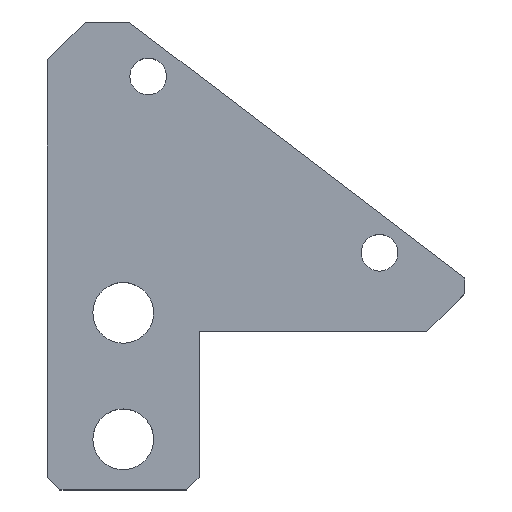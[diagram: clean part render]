
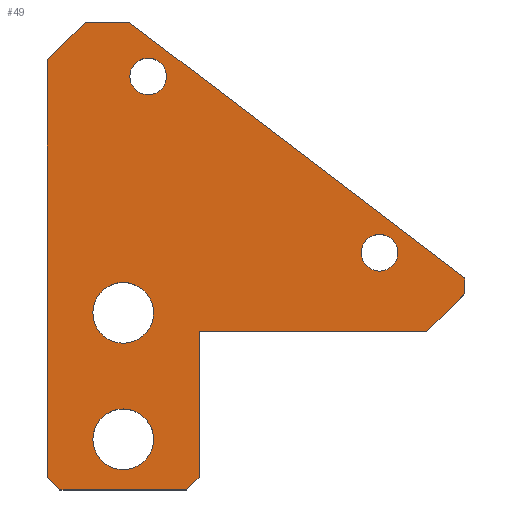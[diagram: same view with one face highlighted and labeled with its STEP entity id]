
A CAD part, top view. The second image highlights one B-rep face of the part: STEP entity #49.
In plain terms, the highlighted planar face has unit normal (0, 0, 1).
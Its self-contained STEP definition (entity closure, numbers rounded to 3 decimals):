
#1 = VERTEX_POINT ( 'NONE', #445 ) ;
#3 = LINE ( 'NONE', #300, #282 ) ;
#4 = FACE_OUTER_BOUND ( 'NONE', #277, .T. ) ;
#7 = CIRCLE ( 'NONE', #169, 1.45 ) ;
#14 = CIRCLE ( 'NONE', #130, 2.4 ) ;
#32 = ORIENTED_EDGE ( 'NONE', *, *, #319, .T. ) ;
#34 = ORIENTED_EDGE ( 'NONE', *, *, #463, .F. ) ;
#38 = ORIENTED_EDGE ( 'NONE', *, *, #493, .T. ) ;
#40 = DIRECTION ( 'NONE',  ( 0.707, 0.707, 0. ) ) ;
#43 = DIRECTION ( 'NONE',  ( 0., 0., 1. ) ) ;
#45 = AXIS2_PLACEMENT_3D ( 'NONE', #94, #309, #483 ) ;
#48 = EDGE_LOOP ( 'NONE', ( #78 ) ) ;
#49 = ADVANCED_FACE ( 'NONE', ( #87, #134, #270, #4, #394 ), #568, .T. ) ;
#52 = EDGE_CURVE ( 'NONE', #202, #202, #476, .T. ) ;
#54 = CARTESIAN_POINT ( 'NONE',  ( -8., -17., 5. ) ) ;
#64 = CARTESIAN_POINT ( 'NONE',  ( -11.6, -25.5, 5. ) ) ;
#67 = CARTESIAN_POINT ( 'NONE',  ( 7.717, -10.749, 5. ) ) ;
#74 = VERTEX_POINT ( 'NONE', #54 ) ;
#76 = ORIENTED_EDGE ( 'NONE', *, *, #204, .T. ) ;
#78 = ORIENTED_EDGE ( 'NONE', *, *, #506, .F. ) ;
#84 = DIRECTION ( 'NONE',  ( 0., 0., 1. ) ) ;
#87 = FACE_BOUND ( 'NONE', #503, .T. ) ;
#90 = DIRECTION ( 'NONE',  ( 1., 0., 0. ) ) ;
#94 = CARTESIAN_POINT ( 'NONE',  ( 0., 0., 5. ) ) ;
#101 = DIRECTION ( 'NONE',  ( 0., -1., 0. ) ) ;
#111 = CARTESIAN_POINT ( 'NONE',  ( 13., -14., 5. ) ) ;
#113 = CARTESIAN_POINT ( 'NONE',  ( -10.576, 3.193, 5. ) ) ;
#116 = ORIENTED_EDGE ( 'NONE', *, *, #311, .T. ) ;
#117 = VERTEX_POINT ( 'NONE', #544 ) ;
#118 = LINE ( 'NONE', #165, #322 ) ;
#123 = ORIENTED_EDGE ( 'NONE', *, *, #147, .F. ) ;
#127 = LINE ( 'NONE', #223, #534 ) ;
#130 = AXIS2_PLACEMENT_3D ( 'NONE', #189, #365, #149 ) ;
#133 = DIRECTION ( 'NONE',  ( 1., 0., 0. ) ) ;
#134 = FACE_BOUND ( 'NONE', #564, .T. ) ;
#139 = VECTOR ( 'NONE', #548, 1000. ) ;
#140 = CARTESIAN_POINT ( 'NONE',  ( -24.25, -24.25, 5. ) ) ;
#147 = EDGE_CURVE ( 'NONE', #271, #271, #14, .T. ) ;
#149 = DIRECTION ( 'NONE',  ( 1., 0., 0. ) ) ;
#157 = AXIS2_PLACEMENT_3D ( 'NONE', #216, #404, #198 ) ;
#160 = CARTESIAN_POINT ( 'NONE',  ( -8., -17., 5. ) ) ;
#165 = CARTESIAN_POINT ( 'NONE',  ( -12.25, 12.25, 5. ) ) ;
#166 = ORIENTED_EDGE ( 'NONE', *, *, #197, .T. ) ;
#169 = AXIS2_PLACEMENT_3D ( 'NONE', #179, #43, #569 ) ;
#175 = LINE ( 'NONE', #140, #422 ) ;
#176 = ORIENTED_EDGE ( 'NONE', *, *, #417, .T. ) ;
#179 = CARTESIAN_POINT ( 'NONE',  ( 6.267, -10.749, 5. ) ) ;
#185 = VECTOR ( 'NONE', #101, 1000. ) ;
#189 = CARTESIAN_POINT ( 'NONE',  ( -14., -15.5, 5. ) ) ;
#197 = EDGE_CURVE ( 'NONE', #1, #555, #324, .T. ) ;
#198 = DIRECTION ( 'NONE',  ( 1., 0., 0. ) ) ;
#202 = VERTEX_POINT ( 'NONE', #64 ) ;
#204 = EDGE_CURVE ( 'NONE', #358, #74, #510, .T. ) ;
#212 = DIRECTION ( 'NONE',  ( 0., 1., 0. ) ) ;
#216 = CARTESIAN_POINT ( 'NONE',  ( -14., -25.5, 5. ) ) ;
#223 = CARTESIAN_POINT ( 'NONE',  ( 13.5, -13.5, 5. ) ) ;
#244 = CARTESIAN_POINT ( 'NONE',  ( -8., -28.5, 5. ) ) ;
#247 = ORIENTED_EDGE ( 'NONE', *, *, #52, .F. ) ;
#253 = LINE ( 'NONE', #477, #467 ) ;
#259 = CARTESIAN_POINT ( 'NONE',  ( 13., -12.737, 5. ) ) ;
#261 = CARTESIAN_POINT ( 'NONE',  ( -20., 7.5, 5. ) ) ;
#270 = FACE_BOUND ( 'NONE', #48, .T. ) ;
#271 = VERTEX_POINT ( 'NONE', #371 ) ;
#277 = EDGE_LOOP ( 'NONE', ( #478, #32, #76, #377, #176, #514, #38, #339, #116, #166, #566 ) ) ;
#282 = VECTOR ( 'NONE', #308, 1000. ) ;
#292 = LINE ( 'NONE', #471, #139 ) ;
#300 = CARTESIAN_POINT ( 'NONE',  ( -13.552, 7.5, 5. ) ) ;
#308 = DIRECTION ( 'NONE',  ( -0.795, 0.606, 0. ) ) ;
#309 = DIRECTION ( 'NONE',  ( 0., 0., 1. ) ) ;
#311 = EDGE_CURVE ( 'NONE', #428, #1, #118, .T. ) ;
#313 = AXIS2_PLACEMENT_3D ( 'NONE', #484, #84, #90 ) ;
#319 = EDGE_CURVE ( 'NONE', #343, #358, #292, .T. ) ;
#322 = VECTOR ( 'NONE', #341, 1000. ) ;
#324 = LINE ( 'NONE', #499, #185 ) ;
#329 = DIRECTION ( 'NONE',  ( 0.707, -0.707, 0. ) ) ;
#335 = DIRECTION ( 'NONE',  ( 1., 0., 0. ) ) ;
#339 = ORIENTED_EDGE ( 'NONE', *, *, #440, .T. ) ;
#341 = DIRECTION ( 'NONE',  ( -0.707, -0.707, 0. ) ) ;
#342 = VECTOR ( 'NONE', #212, 1000. ) ;
#343 = VERTEX_POINT ( 'NONE', #504 ) ;
#346 = CARTESIAN_POINT ( 'NONE',  ( -8., -29.5, 5. ) ) ;
#347 = VERTEX_POINT ( 'NONE', #111 ) ;
#350 = EDGE_CURVE ( 'NONE', #74, #558, #552, .T. ) ;
#357 = DIRECTION ( 'NONE',  ( -1., 0., 0. ) ) ;
#358 = VERTEX_POINT ( 'NONE', #244 ) ;
#365 = DIRECTION ( 'NONE',  ( 0., 0., 1. ) ) ;
#371 = CARTESIAN_POINT ( 'NONE',  ( -11.6, -15.5, 5. ) ) ;
#377 = ORIENTED_EDGE ( 'NONE', *, *, #350, .T. ) ;
#394 = FACE_BOUND ( 'NONE', #459, .T. ) ;
#399 = LINE ( 'NONE', #259, #413 ) ;
#404 = DIRECTION ( 'NONE',  ( 0., 0., 1. ) ) ;
#410 = VERTEX_POINT ( 'NONE', #113 ) ;
#413 = VECTOR ( 'NONE', #434, 1000. ) ;
#416 = CARTESIAN_POINT ( 'NONE',  ( 10., -17., 5. ) ) ;
#417 = EDGE_CURVE ( 'NONE', #558, #347, #127, .T. ) ;
#422 = VECTOR ( 'NONE', #329, 1000. ) ;
#428 = VERTEX_POINT ( 'NONE', #529 ) ;
#434 = DIRECTION ( 'NONE',  ( 0., 1., 0. ) ) ;
#440 = EDGE_CURVE ( 'NONE', #117, #428, #527, .T. ) ;
#445 = CARTESIAN_POINT ( 'NONE',  ( -20., 4.5, 5. ) ) ;
#449 = CIRCLE ( 'NONE', #313, 1.45 ) ;
#459 = EDGE_LOOP ( 'NONE', ( #34 ) ) ;
#460 = CARTESIAN_POINT ( 'NONE',  ( -20., -28.5, 5. ) ) ;
#463 = EDGE_CURVE ( 'NONE', #507, #507, #7, .T. ) ;
#467 = VECTOR ( 'NONE', #133, 1000. ) ;
#469 = VERTEX_POINT ( 'NONE', #517 ) ;
#471 = CARTESIAN_POINT ( 'NONE',  ( 10.25, -10.25, 5. ) ) ;
#474 = VERTEX_POINT ( 'NONE', #524 ) ;
#476 = CIRCLE ( 'NONE', #157, 2.4 ) ;
#477 = CARTESIAN_POINT ( 'NONE',  ( -20., -29.5, 5. ) ) ;
#478 = ORIENTED_EDGE ( 'NONE', *, *, #490, .T. ) ;
#483 = DIRECTION ( 'NONE',  ( 1., 0., 0. ) ) ;
#484 = CARTESIAN_POINT ( 'NONE',  ( -12.026, 3.193, 5. ) ) ;
#490 = EDGE_CURVE ( 'NONE', #474, #343, #253, .T. ) ;
#493 = EDGE_CURVE ( 'NONE', #469, #117, #3, .T. ) ;
#497 = VECTOR ( 'NONE', #357, 1000. ) ;
#499 = CARTESIAN_POINT ( 'NONE',  ( -20., 7.5, 5. ) ) ;
#503 = EDGE_LOOP ( 'NONE', ( #247 ) ) ;
#504 = CARTESIAN_POINT ( 'NONE',  ( -9., -29.5, 5. ) ) ;
#506 = EDGE_CURVE ( 'NONE', #410, #410, #449, .T. ) ;
#507 = VERTEX_POINT ( 'NONE', #67 ) ;
#510 = LINE ( 'NONE', #346, #342 ) ;
#512 = EDGE_CURVE ( 'NONE', #347, #469, #399, .T. ) ;
#514 = ORIENTED_EDGE ( 'NONE', *, *, #512, .T. ) ;
#517 = CARTESIAN_POINT ( 'NONE',  ( 13., -12.737, 5. ) ) ;
#524 = CARTESIAN_POINT ( 'NONE',  ( -19., -29.5, 5. ) ) ;
#527 = LINE ( 'NONE', #261, #497 ) ;
#529 = CARTESIAN_POINT ( 'NONE',  ( -17., 7.5, 5. ) ) ;
#530 = EDGE_CURVE ( 'NONE', #555, #474, #175, .T. ) ;
#534 = VECTOR ( 'NONE', #40, 1000. ) ;
#542 = VECTOR ( 'NONE', #335, 1000. ) ;
#544 = CARTESIAN_POINT ( 'NONE',  ( -13.552, 7.5, 5. ) ) ;
#548 = DIRECTION ( 'NONE',  ( 0.707, 0.707, 0. ) ) ;
#552 = LINE ( 'NONE', #160, #542 ) ;
#555 = VERTEX_POINT ( 'NONE', #460 ) ;
#558 = VERTEX_POINT ( 'NONE', #416 ) ;
#564 = EDGE_LOOP ( 'NONE', ( #123 ) ) ;
#566 = ORIENTED_EDGE ( 'NONE', *, *, #530, .T. ) ;
#568 = PLANE ( 'NONE',  #45 ) ;
#569 = DIRECTION ( 'NONE',  ( 1., 0., 0. ) ) ;
